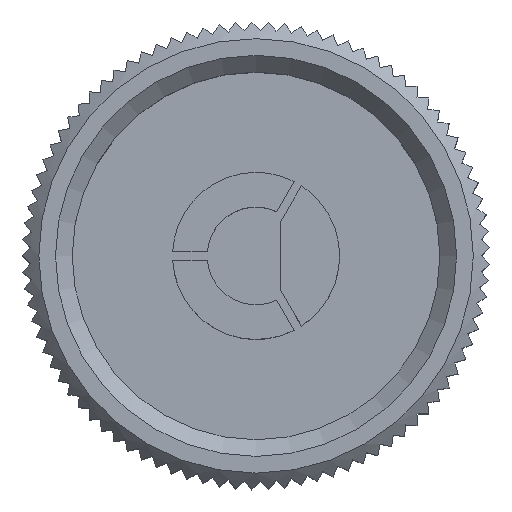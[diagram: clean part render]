
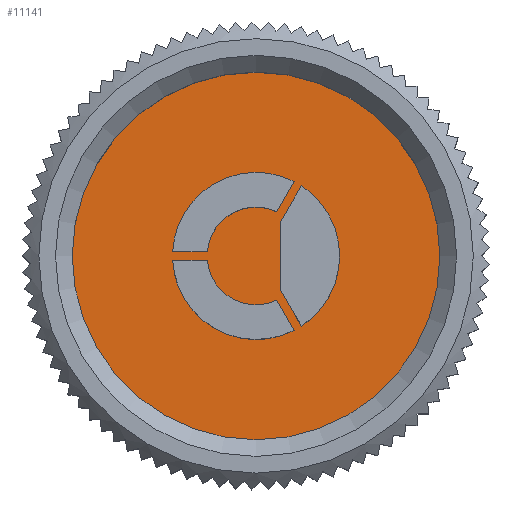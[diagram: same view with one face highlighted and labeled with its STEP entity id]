
A CAD part, top view. The second image highlights one B-rep face of the part: STEP entity #11141.
In plain terms, the highlighted planar face has unit normal (0, 0, 1).
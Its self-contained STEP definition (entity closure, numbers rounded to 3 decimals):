
#1352=PLANE('',#33730);
#1986=LINE('',#57989,#2635);
#1987=LINE('',#57994,#2636);
#1988=LINE('',#57997,#2637);
#1989=LINE('',#58002,#2638);
#1990=LINE('',#58005,#2639);
#1991=LINE('',#58010,#2640);
#1992=LINE('',#58012,#2641);
#2635=VECTOR('',#41696,1.);
#2636=VECTOR('',#41699,1.);
#2637=VECTOR('',#41702,1.);
#2638=VECTOR('',#41705,1.);
#2639=VECTOR('',#41708,1.);
#2640=VECTOR('',#41711,1.);
#2641=VECTOR('',#41712,1.);
#11141=ADVANCED_FACE('',(#11173,#11174,#11175,#11176),#1352,.F.);
#11173=FACE_BOUND('',#13591,.T.);
#11174=FACE_BOUND('',#13592,.T.);
#11175=FACE_BOUND('',#13593,.T.);
#11176=FACE_BOUND('',#13594,.T.);
#13591=EDGE_LOOP('',(#22341,#22342,#22343,#22344));
#13592=EDGE_LOOP('',(#22345,#22346,#22347,#22348));
#13593=EDGE_LOOP('',(#22349));
#13594=EDGE_LOOP('',(#22350,#22351,#22352,#22353));
#22341=ORIENTED_EDGE('',*,*,#28767,.F.);
#22342=ORIENTED_EDGE('',*,*,#28768,.T.);
#22343=ORIENTED_EDGE('',*,*,#28769,.F.);
#22344=ORIENTED_EDGE('',*,*,#28770,.T.);
#22345=ORIENTED_EDGE('',*,*,#28771,.F.);
#22346=ORIENTED_EDGE('',*,*,#28772,.T.);
#22347=ORIENTED_EDGE('',*,*,#28773,.F.);
#22348=ORIENTED_EDGE('',*,*,#28774,.T.);
#22349=ORIENTED_EDGE('',*,*,#24402,.F.);
#22350=ORIENTED_EDGE('',*,*,#28775,.F.);
#22351=ORIENTED_EDGE('',*,*,#28776,.T.);
#22352=ORIENTED_EDGE('',*,*,#28777,.F.);
#22353=ORIENTED_EDGE('',*,*,#28778,.T.);
#22415=VERTEX_POINT('',#41778);
#24377=VERTEX_POINT('',#57990);
#24378=VERTEX_POINT('',#57991);
#24379=VERTEX_POINT('',#57993);
#24380=VERTEX_POINT('',#57995);
#24381=VERTEX_POINT('',#57998);
#24382=VERTEX_POINT('',#57999);
#24383=VERTEX_POINT('',#58001);
#24384=VERTEX_POINT('',#58003);
#24385=VERTEX_POINT('',#58006);
#24386=VERTEX_POINT('',#58007);
#24387=VERTEX_POINT('',#58009);
#24388=VERTEX_POINT('',#58011);
#24402=EDGE_CURVE('',#22415,#22415,#28804,.T.);
#28767=EDGE_CURVE('',#24377,#24378,#1986,.T.);
#28768=EDGE_CURVE('',#24377,#24379,#30054,.T.);
#28769=EDGE_CURVE('',#24380,#24379,#1987,.T.);
#28770=EDGE_CURVE('',#24380,#24378,#30055,.T.);
#28771=EDGE_CURVE('',#24381,#24382,#1988,.T.);
#28772=EDGE_CURVE('',#24381,#24383,#30056,.T.);
#28773=EDGE_CURVE('',#24384,#24383,#1989,.T.);
#28774=EDGE_CURVE('',#24384,#24382,#30057,.T.);
#28775=EDGE_CURVE('',#24385,#24386,#1990,.T.);
#28776=EDGE_CURVE('',#24385,#24387,#30058,.T.);
#28777=EDGE_CURVE('',#24388,#24387,#1991,.T.);
#28778=EDGE_CURVE('',#24388,#24386,#1992,.T.);
#28804=CIRCLE('',#30066,11.);
#30054=CIRCLE('',#33725,5.);
#30055=CIRCLE('',#33726,2.928);
#30056=CIRCLE('',#33727,2.928);
#30057=CIRCLE('',#33728,5.);
#30058=CIRCLE('',#33729,5.);
#30066=AXIS2_PLACEMENT_3D('',#41777,#33755,#33756);
#33725=AXIS2_PLACEMENT_3D('',#57992,#41697,#41698);
#33726=AXIS2_PLACEMENT_3D('',#57996,#41700,#41701);
#33727=AXIS2_PLACEMENT_3D('',#58000,#41703,#41704);
#33728=AXIS2_PLACEMENT_3D('',#58004,#41706,#41707);
#33729=AXIS2_PLACEMENT_3D('',#58008,#41709,#41710);
#33730=AXIS2_PLACEMENT_3D('',#58013,#41713,#41714);
#33755=DIRECTION('',(0.,0.,-1.));
#33756=DIRECTION('',(1.,0.,0.));
#41696=DIRECTION('',(1.,0.,0.));
#41697=DIRECTION('',(0.,0.,-1.));
#41698=DIRECTION('',(-1.,0.,0.));
#41699=DIRECTION('',(0.5,0.866,0.));
#41700=DIRECTION('',(0.,0.,1.));
#41701=DIRECTION('',(-1.,0.,0.));
#41702=DIRECTION('',(-1.,0.,0.));
#41703=DIRECTION('',(0.,0.,1.));
#41704=DIRECTION('',(-1.,0.,0.));
#41705=DIRECTION('',(-0.5,0.866,0.));
#41706=DIRECTION('',(0.,0.,-1.));
#41707=DIRECTION('',(-1.,0.,0.));
#41708=DIRECTION('',(-0.5,-0.866,0.));
#41709=DIRECTION('',(0.,0.,-1.));
#41710=DIRECTION('',(-1.,0.,0.));
#41711=DIRECTION('',(0.5,-0.866,0.));
#41712=DIRECTION('',(0.,1.,0.));
#41713=DIRECTION('',(0.,0.,-1.));
#41714=DIRECTION('',(-1.,0.,0.));
#41777=CARTESIAN_POINT('',(0.,0.,0.5));
#41778=CARTESIAN_POINT('',(11.,0.,0.5));
#57989=CARTESIAN_POINT('',(-4.994,0.25,0.5));
#57990=CARTESIAN_POINT('',(-4.994,0.25,0.5));
#57991=CARTESIAN_POINT('',(-2.917,0.25,0.5));
#57992=CARTESIAN_POINT('',(0.,0.,0.5));
#57993=CARTESIAN_POINT('',(2.28,4.45,0.5));
#57994=CARTESIAN_POINT('',(1.242,2.651,0.5));
#57995=CARTESIAN_POINT('',(1.242,2.651,0.5));
#57996=CARTESIAN_POINT('',(0.,0.,0.5));
#57997=CARTESIAN_POINT('',(-2.917,-0.25,0.5));
#57998=CARTESIAN_POINT('',(-2.917,-0.25,0.5));
#57999=CARTESIAN_POINT('',(-4.994,-0.25,0.5));
#58000=CARTESIAN_POINT('',(0.,0.,0.5));
#58001=CARTESIAN_POINT('',(1.242,-2.651,0.5));
#58002=CARTESIAN_POINT('',(2.28,-4.45,0.5));
#58003=CARTESIAN_POINT('',(2.28,-4.45,0.5));
#58004=CARTESIAN_POINT('',(0.,0.,0.5));
#58005=CARTESIAN_POINT('',(2.713,4.2,0.5));
#58006=CARTESIAN_POINT('',(2.713,4.2,0.5));
#58007=CARTESIAN_POINT('',(1.472,2.05,0.5));
#58008=CARTESIAN_POINT('',(0.,0.,0.5));
#58009=CARTESIAN_POINT('',(2.713,-4.2,0.5));
#58010=CARTESIAN_POINT('',(1.675,-2.401,0.5));
#58011=CARTESIAN_POINT('',(1.472,-2.05,0.5));
#58012=CARTESIAN_POINT('',(1.472,2.531,0.5));
#58013=CARTESIAN_POINT('',(0.,0.,0.5));
